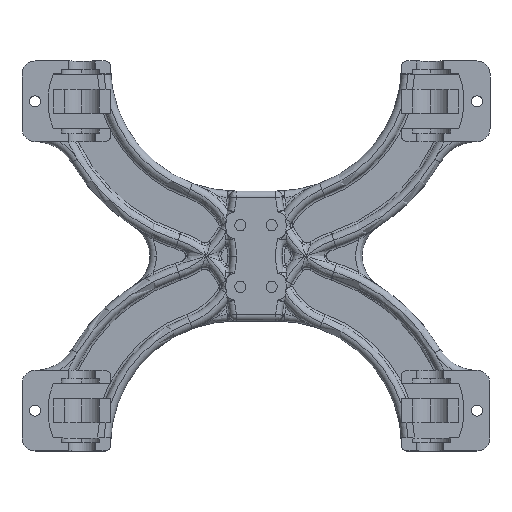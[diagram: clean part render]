
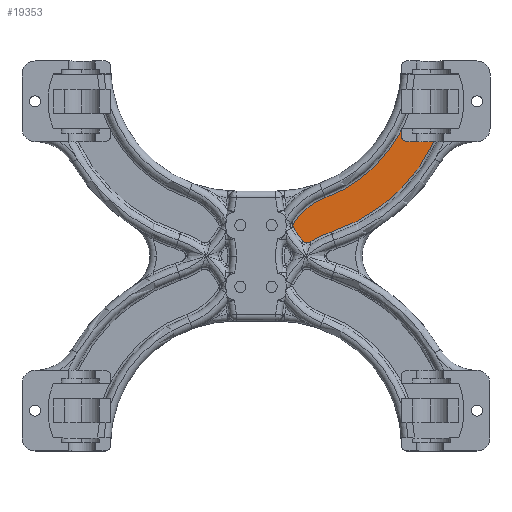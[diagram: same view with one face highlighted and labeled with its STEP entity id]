
A CAD part, top view. The second image highlights one B-rep face of the part: STEP entity #19353.
In plain terms, the highlighted planar face has unit normal (0, 0, 1).
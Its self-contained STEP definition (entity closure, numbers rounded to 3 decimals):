
#786 = EDGE_CURVE ( 'NONE', #10283, #1225, #5788, .T. ) ;
#787 = EDGE_CURVE ( 'NONE', #10316, #10283, #15479, .T. ) ;
#788 = EDGE_CURVE ( 'NONE', #1218, #10316, #15480, .T. ) ;
#789 = EDGE_CURVE ( 'NONE', #1218, #10314, #15475, .T. ) ;
#790 = EDGE_CURVE ( 'NONE', #1204, #10314, #15482, .T. ) ;
#791 = EDGE_CURVE ( 'NONE', #1204, #10315, #15484, .T. ) ;
#792 = EDGE_CURVE ( 'NONE', #1199, #10315, #15485, .T. ) ;
#793 = EDGE_CURVE ( 'NONE', #10257, #1199, #15487, .T. ) ;
#794 = EDGE_CURVE ( 'NONE', #10257, #1209, #5789, .T. ) ;
#795 = EDGE_CURVE ( 'NONE', #1205, #1209, #15488, .T. ) ;
#796 = EDGE_CURVE ( 'NONE', #1221, #1205, #5790, .T. ) ;
#797 = EDGE_CURVE ( 'NONE', #1221, #1225, #5791, .T. ) ;
#1199 = VERTEX_POINT ( 'NONE', #7508 ) ;
#1204 = VERTEX_POINT ( 'NONE', #7513 ) ;
#1205 = VERTEX_POINT ( 'NONE', #7514 ) ;
#1209 = VERTEX_POINT ( 'NONE', #7517 ) ;
#1218 = VERTEX_POINT ( 'NONE', #7526 ) ;
#1221 = VERTEX_POINT ( 'NONE', #7529 ) ;
#1225 = VERTEX_POINT ( 'NONE', #7533 ) ;
#2595 = ORIENTED_EDGE ( 'NONE', *, *, #797, .F. ) ;
#2596 = ORIENTED_EDGE ( 'NONE', *, *, #796, .T. ) ;
#2597 = ORIENTED_EDGE ( 'NONE', *, *, #795, .T. ) ;
#2598 = ORIENTED_EDGE ( 'NONE', *, *, #794, .F. ) ;
#2599 = ORIENTED_EDGE ( 'NONE', *, *, #793, .T. ) ;
#2600 = ORIENTED_EDGE ( 'NONE', *, *, #792, .T. ) ;
#2601 = ORIENTED_EDGE ( 'NONE', *, *, #790, .T. ) ;
#2602 = ORIENTED_EDGE ( 'NONE', *, *, #791, .F. ) ;
#2603 = ORIENTED_EDGE ( 'NONE', *, *, #789, .F. ) ;
#2604 = ORIENTED_EDGE ( 'NONE', *, *, #788, .T. ) ;
#2605 = ORIENTED_EDGE ( 'NONE', *, *, #787, .T. ) ;
#2612 = ORIENTED_EDGE ( 'NONE', *, *, #786, .T. ) ;
#2720 = FACE_OUTER_BOUND ( 'NONE', #6007, .T. ) ;
#4857 = CARTESIAN_POINT ( 'NONE',  ( 14.341, 12.373, 3. ) ) ;
#4858 = CARTESIAN_POINT ( 'NONE',  ( 14.315, 12.33, 3. ) ) ;
#4863 = CARTESIAN_POINT ( 'NONE',  ( 14.367, 12.416, 3. ) ) ;
#4864 = CARTESIAN_POINT ( 'NONE',  ( 14.289, 12.287, 3. ) ) ;
#4865 = CARTESIAN_POINT ( 'NONE',  ( 56., 44., 3. ) ) ;
#4866 = DIRECTION ( 'NONE',  ( 0., -1., 0. ) ) ;
#4867 = CARTESIAN_POINT ( 'NONE',  ( 34.745, 0., 3. ) ) ;
#4868 = DIRECTION ( 'NONE',  ( 0., 0., 1. ) ) ;
#4869 = DIRECTION ( 'NONE',  ( 1., 0., 0. ) ) ;
#4870 = CARTESIAN_POINT ( 'NONE',  ( 78., 44., 3. ) ) ;
#4871 = DIRECTION ( 'NONE',  ( 1., 0., 0. ) ) ;
#4872 = CARTESIAN_POINT ( 'NONE',  ( 8., 73., 3. ) ) ;
#4873 = DIRECTION ( 'NONE',  ( 0., 0., -1. ) ) ;
#4874 = DIRECTION ( 'NONE',  ( 1., 0., 0. ) ) ;
#4875 = CARTESIAN_POINT ( 'NONE',  ( 58., 46., 3. ) ) ;
#4876 = DIRECTION ( 'NONE',  ( 0., 0., -1. ) ) ;
#4877 = DIRECTION ( 'NONE',  ( 1., 0., 0. ) ) ;
#4878 = CARTESIAN_POINT ( 'NONE',  ( 14.187, 11.501, 3. ) ) ;
#4879 = CARTESIAN_POINT ( 'NONE',  ( 8., 73., 3. ) ) ;
#4880 = DIRECTION ( 'NONE',  ( 0., 0., 1. ) ) ;
#4881 = DIRECTION ( 'NONE',  ( 1., 0., 0. ) ) ;
#4882 = CARTESIAN_POINT ( 'NONE',  ( 20.487, 5.187, 3. ) ) ;
#4883 = CARTESIAN_POINT ( 'NONE',  ( 20.272, 5.095, 3. ) ) ;
#4884 = CARTESIAN_POINT ( 'NONE',  ( 40.134, -25., 3. ) ) ;
#4885 = DIRECTION ( 'NONE',  ( 0., 0., -1. ) ) ;
#4886 = DIRECTION ( 'NONE',  ( 1., 0., 0. ) ) ;
#4887 = CARTESIAN_POINT ( 'NONE',  ( 20.682, 5.311, 3. ) ) ;
#4888 = CARTESIAN_POINT ( 'NONE',  ( 19.94, 5.018, 3. ) ) ;
#4889 = CARTESIAN_POINT ( 'NONE',  ( 19.827, 5.002, 3. ) ) ;
#4890 = CARTESIAN_POINT ( 'NONE',  ( 19.598, 4.991, 3. ) ) ;
#4891 = CARTESIAN_POINT ( 'NONE',  ( 19.482, 4.997, 3. ) ) ;
#4892 = CARTESIAN_POINT ( 'NONE',  ( 19.144, 5.044, 3. ) ) ;
#4893 = CARTESIAN_POINT ( 'NONE',  ( 18.921, 5.119, 3. ) ) ;
#4894 = CARTESIAN_POINT ( 'NONE',  ( 18.522, 5.34, 3. ) ) ;
#4895 = CARTESIAN_POINT ( 'NONE',  ( 18.341, 5.487, 3. ) ) ;
#4896 = CARTESIAN_POINT ( 'NONE',  ( 18.188, 5.66, 3. ) ) ;
#4897 = CARTESIAN_POINT ( 'NONE',  ( 14.261, 11.356, 3. ) ) ;
#4898 = CARTESIAN_POINT ( 'NONE',  ( 14.303, 11.274, 3. ) ) ;
#4899 = CARTESIAN_POINT ( 'NONE',  ( 14.346, 11.192, 3. ) ) ;
#4900 = CARTESIAN_POINT ( 'NONE',  ( 40.134, 25., 3. ) ) ;
#4901 = DIRECTION ( 'NONE',  ( 0., 0., 1. ) ) ;
#4902 = DIRECTION ( 'NONE',  ( 1., 0., 0. ) ) ;
#4903 = CARTESIAN_POINT ( 'NONE',  ( 14.261, 11.356, 3. ) ) ;
#4904 = CARTESIAN_POINT ( 'NONE',  ( 14.39, 11.111, 3. ) ) ;
#4907 = CARTESIAN_POINT ( 'NONE',  ( 14.15, 11.662, 3. ) ) ;
#4908 = CARTESIAN_POINT ( 'NONE',  ( 14.16, 11.988, 3. ) ) ;
#4909 = CARTESIAN_POINT ( 'NONE',  ( 14.206, 12.146, 3. ) ) ;
#4910 = CARTESIAN_POINT ( 'NONE',  ( 14.289, 12.287, 3. ) ) ;
#5788 = B_SPLINE_CURVE_WITH_KNOTS ( 'NONE', 3,
 ( #4863, #4857, #4858, #4864 ),
 .UNSPECIFIED., .F., .F.,
 ( 4, 4 ),
 ( 0., 0. ),
 .UNSPECIFIED. ) ;
#5789 = B_SPLINE_CURVE_WITH_KNOTS ( 'NONE', 3,
 ( #4887, #4882, #4883, #4888, #4889, #4890, #4891, #4892, #4893, #4894, #4895, #4896 ),
 .UNSPECIFIED., .F., .F.,
 ( 4, 2, 2, 2, 2, 4 ),
 ( 0., 0.001, 0.001, 0.001, 0.002, 0.003 ),
 .UNSPECIFIED. ) ;
#5790 = B_SPLINE_CURVE_WITH_KNOTS ( 'NONE', 3,
 ( #4903, #4898, #4899, #4904 ),
 .UNSPECIFIED., .F., .F.,
 ( 4, 4 ),
 ( 0.001, 0.001 ),
 .UNSPECIFIED. ) ;
#5791 = B_SPLINE_CURVE_WITH_KNOTS ( 'NONE', 3,
 ( #4897, #4878, #4907, #4908, #4909, #4910 ),
 .UNSPECIFIED., .F., .F.,
 ( 4, 2, 4 ),
 ( 0., 0., 0.001 ),
 .UNSPECIFIED. ) ;
#6007 = EDGE_LOOP ( 'NONE', ( #2595, #2596, #2597, #2598, #2599, #2600, #2602, #2601, #2603, #2604, #2605, #2612 ) ) ;
#6748 = CARTESIAN_POINT ( 'NONE',  ( 20.682, 5.311, 3. ) ) ;
#6773 = CARTESIAN_POINT ( 'NONE',  ( 14.367, 12.416, 3. ) ) ;
#6804 = CARTESIAN_POINT ( 'NONE',  ( 56., 46., 3. ) ) ;
#6805 = CARTESIAN_POINT ( 'NONE',  ( 68.529, 44., 3. ) ) ;
#6806 = CARTESIAN_POINT ( 'NONE',  ( 26.536, 22.406, 3. ) ) ;
#7508 = CARTESIAN_POINT ( 'NONE',  ( 28.912, 9.223, 3. ) ) ;
#7513 = CARTESIAN_POINT ( 'NONE',  ( 58., 44., 3. ) ) ;
#7514 = CARTESIAN_POINT ( 'NONE',  ( 14.39, 11.111, 3. ) ) ;
#7517 = CARTESIAN_POINT ( 'NONE',  ( 18.188, 5.66, 3. ) ) ;
#7526 = CARTESIAN_POINT ( 'NONE',  ( 56., 48.519, 3. ) ) ;
#7529 = CARTESIAN_POINT ( 'NONE',  ( 14.261, 11.356, 3. ) ) ;
#7533 = CARTESIAN_POINT ( 'NONE',  ( 14.289, 12.287, 3. ) ) ;
#9640 = CARTESIAN_POINT ( 'NONE',  ( 8., 73., 3. ) ) ;
#9645 = PLANE ( 'NONE',  #16093 ) ;
#9648 = DIRECTION ( 'NONE',  ( 0., 0., 1. ) ) ;
#9649 = DIRECTION ( 'NONE',  ( 1., 0., 0. ) ) ;
#10257 = VERTEX_POINT ( 'NONE', #6748 ) ;
#10283 = VERTEX_POINT ( 'NONE', #6773 ) ;
#10314 = VERTEX_POINT ( 'NONE', #6804 ) ;
#10315 = VERTEX_POINT ( 'NONE', #6805 ) ;
#10316 = VERTEX_POINT ( 'NONE', #6806 ) ;
#15475 = LINE ( 'NONE', #4865, #15483 ) ;
#15479 = CIRCLE ( 'NONE', #16488, 23.863 ) ;
#15480 = CIRCLE ( 'NONE', #16489, 53.882 ) ;
#15482 = CIRCLE ( 'NONE', #16490, 2. ) ;
#15483 = VECTOR ( 'NONE', #4866, 1000. ) ;
#15484 = LINE ( 'NONE', #4870, #15486 ) ;
#15485 = CIRCLE ( 'NONE', #16491, 67.118 ) ;
#15486 = VECTOR ( 'NONE', #4871, 1000. ) ;
#15487 = CIRCLE ( 'NONE', #16492, 36.016 ) ;
#15488 = CIRCLE ( 'NONE', #16493, 29.251 ) ;
#16093 = AXIS2_PLACEMENT_3D ( 'NONE', #9640, #9648, #9649 ) ;
#16488 = AXIS2_PLACEMENT_3D ( 'NONE', #4867, #4868, #4869 ) ;
#16489 = AXIS2_PLACEMENT_3D ( 'NONE', #4872, #4873, #4874 ) ;
#16490 = AXIS2_PLACEMENT_3D ( 'NONE', #4875, #4876, #4877 ) ;
#16491 = AXIS2_PLACEMENT_3D ( 'NONE', #4879, #4880, #4881 ) ;
#16492 = AXIS2_PLACEMENT_3D ( 'NONE', #4884, #4885, #4886 ) ;
#16493 = AXIS2_PLACEMENT_3D ( 'NONE', #4900, #4901, #4902 ) ;
#19353 = ADVANCED_FACE ( 'NONE', ( #2720 ), #9645, .T. ) ;
